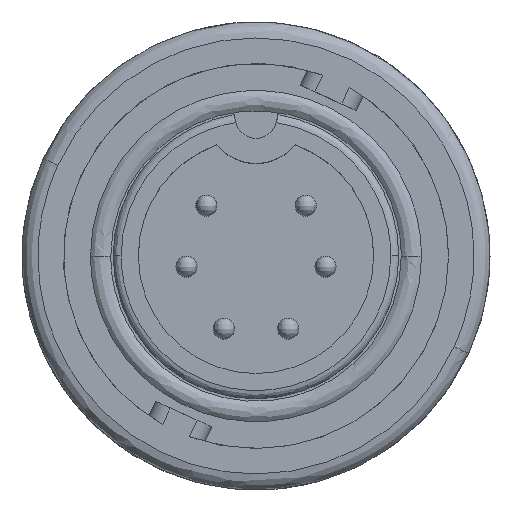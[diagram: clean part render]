
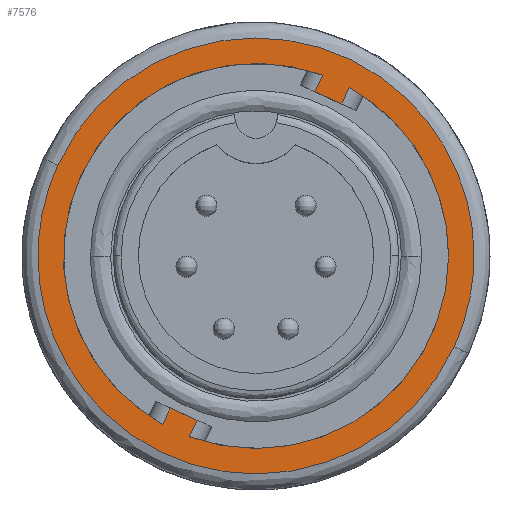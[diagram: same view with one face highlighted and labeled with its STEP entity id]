
A CAD part, top view. The second image highlights one B-rep face of the part: STEP entity #7576.
In plain terms, the highlighted planar face has unit normal (0, 0, 1).
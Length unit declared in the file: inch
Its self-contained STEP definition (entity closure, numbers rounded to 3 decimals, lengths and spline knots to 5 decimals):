
#129 = CARTESIAN_POINT ( 'NONE',  ( 0.11026, 0.30696, -0.12776 ) ) ;
#179 = CARTESIAN_POINT ( 'NONE',  ( -0.12439, -0.33783, -0.12776 ) ) ;
#233 = DIRECTION ( 'NONE',  ( -0.416, -0.909, 0. ) ) ;
#277 = CARTESIAN_POINT ( 'NONE',  ( 0., 0., -0.12776 ) ) ;
#554 = EDGE_CURVE ( 'NONE', #14109, #16593, #11118, .T. ) ;
#937 = CARTESIAN_POINT ( 'NONE',  ( 0., 0., -0.12776 ) ) ;
#1126 = ORIENTED_EDGE ( 'NONE', *, *, #4539, .F. ) ;
#1438 = CARTESIAN_POINT ( 'NONE',  ( -0.11026, -0.30696, -0.12776 ) ) ;
#1523 = DIRECTION ( 'NONE',  ( 0., 0., -1. ) ) ;
#1639 = EDGE_CURVE ( 'NONE', #16497, #16593, #19056, .T. ) ;
#1653 = CIRCLE ( 'NONE', #1852, 0.36 ) ;
#1733 = CARTESIAN_POINT ( 'NONE',  ( 0.70974, 0.57145, -0.12776 ) ) ;
#1852 = AXIS2_PLACEMENT_3D ( 'NONE', #7158, #18284, #8764 ) ;
#1889 = DIRECTION ( 'NONE',  ( 1., 0., 0. ) ) ;
#2100 = ORIENTED_EDGE ( 'NONE', *, *, #15604, .T. ) ;
#2196 = VECTOR ( 'NONE', #19176, 39.37008 ) ;
#2278 =( BOUNDED_CURVE ( )  B_SPLINE_CURVE ( 3, ( #8044, #4844, #1733, #12835 ),
 .UNSPECIFIED., .F., .F. ) 
 B_SPLINE_CURVE_WITH_KNOTS ( ( 4, 4 ),
 ( 0., 1. ),
 .UNSPECIFIED. ) 
 CURVE ( )  GEOMETRIC_REPRESENTATION_ITEM ( )  RATIONAL_B_SPLINE_CURVE ( ( 1., 0.333, 0.333, 1. ) ) 
 REPRESENTATION_ITEM ( '' )  );
#2536 = DIRECTION ( 'NONE',  ( 1., 0., 0. ) ) ;
#3885 = CARTESIAN_POINT ( 'NONE',  ( -0.1744, -0.31493, -0.12776 ) ) ;
#3958 = EDGE_CURVE ( 'NONE', #13626, #18163, #6670, .T. ) ;
#4123 = VECTOR ( 'NONE', #233, 39.37008 ) ;
#4153 = CARTESIAN_POINT ( 'NONE',  ( 0.37053, -0.16961, -0.12776 ) ) ;
#4167 = VERTEX_POINT ( 'NONE', #15282 ) ;
#4417 = EDGE_CURVE ( 'NONE', #17999, #16497, #12113, .T. ) ;
#4539 = EDGE_CURVE ( 'NONE', #14484, #6673, #14875, .T. ) ;
#4540 = EDGE_CURVE ( 'NONE', #10083, #4167, #2278, .T. ) ;
#4844 = CARTESIAN_POINT ( 'NONE',  ( -0.03131, 0.91066, -0.12776 ) ) ;
#6371 = EDGE_CURVE ( 'NONE', #14109, #11785, #11026, .T. ) ;
#6551 = DIRECTION ( 'NONE',  ( 0.416, 0.909, 0. ) ) ;
#6568 = CARTESIAN_POINT ( 'NONE',  ( 0.12439, 0.33783, -0.12776 ) ) ;
#6670 = CIRCLE ( 'NONE', #11023, 0.36 ) ;
#6673 = VERTEX_POINT ( 'NONE', #1438 ) ;
#6821 = ORIENTED_EDGE ( 'NONE', *, *, #6371, .T. ) ;
#7007 = EDGE_LOOP ( 'NONE', ( #6821, #18472, #12188, #10377, #1126, #2100, #13490, #12266, #16167 ) ) ;
#7096 = CARTESIAN_POINT ( 'NONE',  ( 0.36, 0., -0.12776 ) ) ;
#7158 = CARTESIAN_POINT ( 'NONE',  ( 0., 0., -0.12776 ) ) ;
#7346 = CARTESIAN_POINT ( 'NONE',  ( -0.37053, 0.16961, -0.12776 ) ) ;
#7576 = ADVANCED_FACE ( 'NONE', ( #15716, #14255 ), #15173, .T. ) ;
#7755 = ORIENTED_EDGE ( 'NONE', *, *, #4540, .F. ) ;
#8044 = CARTESIAN_POINT ( 'NONE',  ( -0.37053, 0.16961, -0.12776 ) ) ;
#8514 = DIRECTION ( 'NONE',  ( -0.416, -0.909, 0. ) ) ;
#8764 = DIRECTION ( 'NONE',  ( 1., 0., 0. ) ) ;
#8840 = LINE ( 'NONE', #16564, #17281 ) ;
#9448 = CARTESIAN_POINT ( 'NONE',  ( 0.16027, 0.28407, -0.12776 ) ) ;
#10083 = VERTEX_POINT ( 'NONE', #15030 ) ;
#10377 = ORIENTED_EDGE ( 'NONE', *, *, #20259, .T. ) ;
#10629 = EDGE_LOOP ( 'NONE', ( #7755, #13609 ) ) ;
#10634 = AXIS2_PLACEMENT_3D ( 'NONE', #937, #12030, #2536 ) ;
#11023 = AXIS2_PLACEMENT_3D ( 'NONE', #277, #11407, #1889 ) ;
#11026 = LINE ( 'NONE', #9448, #19487 ) ;
#11041 = CARTESIAN_POINT ( 'NONE',  ( 0., 0., -0.12776 ) ) ;
#11118 = LINE ( 'NONE', #19661, #15336 ) ;
#11407 = DIRECTION ( 'NONE',  ( 0., 0., -1. ) ) ;
#11785 = VERTEX_POINT ( 'NONE', #11992 ) ;
#11992 = CARTESIAN_POINT ( 'NONE',  ( 0.1744, 0.31493, -0.12776 ) ) ;
#12030 = DIRECTION ( 'NONE',  ( 0., 0., 1. ) ) ;
#12113 = CIRCLE ( 'NONE', #17291, 0.36 ) ;
#12188 = ORIENTED_EDGE ( 'NONE', *, *, #3958, .T. ) ;
#12266 = ORIENTED_EDGE ( 'NONE', *, *, #1639, .T. ) ;
#12627 = DIRECTION ( 'NONE',  ( 1., 0., 0. ) ) ;
#12835 = CARTESIAN_POINT ( 'NONE',  ( 0.37053, -0.16961, -0.12776 ) ) ;
#13490 = ORIENTED_EDGE ( 'NONE', *, *, #4417, .T. ) ;
#13609 = ORIENTED_EDGE ( 'NONE', *, *, #16700, .F. ) ;
#13626 = VERTEX_POINT ( 'NONE', #7096 ) ;
#13676 = CARTESIAN_POINT ( 'NONE',  ( 0.12439, 0.33783, -0.12776 ) ) ;
#13684 = CARTESIAN_POINT ( 'NONE',  ( 0.03131, -0.91066, -0.12776 ) ) ;
#14109 = VERTEX_POINT ( 'NONE', #19945 ) ;
#14249 = DIRECTION ( 'NONE',  ( 0.416, 0.909, 0. ) ) ;
#14255 = FACE_BOUND ( 'NONE', #7007, .T. ) ;
#14484 = VERTEX_POINT ( 'NONE', #15788 ) ;
#14875 = LINE ( 'NONE', #15891, #2196 ) ;
#14982 = EDGE_CURVE ( 'NONE', #11785, #13626, #1653, .T. ) ;
#15030 = CARTESIAN_POINT ( 'NONE',  ( -0.37053, 0.16961, -0.12776 ) ) ;
#15173 = PLANE ( 'NONE',  #10634 ) ;
#15282 = CARTESIAN_POINT ( 'NONE',  ( 0.37053, -0.16961, -0.12776 ) ) ;
#15336 = VECTOR ( 'NONE', #15894, 39.37008 ) ;
#15604 = EDGE_CURVE ( 'NONE', #14484, #17999, #8840, .T. ) ;
#15716 = FACE_OUTER_BOUND ( 'NONE', #10629, .T. ) ;
#15788 = CARTESIAN_POINT ( 'NONE',  ( -0.16027, -0.28407, -0.12776 ) ) ;
#15891 = CARTESIAN_POINT ( 'NONE',  ( -0.16027, -0.28407, -0.12776 ) ) ;
#15894 = DIRECTION ( 'NONE',  ( -0.909, 0.416, 0. ) ) ;
#16167 = ORIENTED_EDGE ( 'NONE', *, *, #554, .F. ) ;
#16497 = VERTEX_POINT ( 'NONE', #13676 ) ;
#16564 = CARTESIAN_POINT ( 'NONE',  ( -0.16027, -0.28407, -0.12776 ) ) ;
#16593 = VERTEX_POINT ( 'NONE', #129 ) ;
#16622 = CARTESIAN_POINT ( 'NONE',  ( -0.12439, -0.33783, -0.12776 ) ) ;
#16700 = EDGE_CURVE ( 'NONE', #4167, #10083, #19460, .T. ) ;
#16866 = CARTESIAN_POINT ( 'NONE',  ( -0.70974, -0.57145, -0.12776 ) ) ;
#17281 = VECTOR ( 'NONE', #8514, 39.37008 ) ;
#17291 = AXIS2_PLACEMENT_3D ( 'NONE', #11041, #1523, #12627 ) ;
#17999 = VERTEX_POINT ( 'NONE', #3885 ) ;
#18163 = VERTEX_POINT ( 'NONE', #179 ) ;
#18284 = DIRECTION ( 'NONE',  ( 0., 0., -1. ) ) ;
#18472 = ORIENTED_EDGE ( 'NONE', *, *, #14982, .T. ) ;
#19056 = LINE ( 'NONE', #6568, #4123 ) ;
#19176 = DIRECTION ( 'NONE',  ( 0.909, -0.416, 0. ) ) ;
#19451 = VECTOR ( 'NONE', #6551, 39.37008 ) ;
#19460 =( BOUNDED_CURVE ( )  B_SPLINE_CURVE ( 3, ( #4153, #13684, #16866, #7346 ),
 .UNSPECIFIED., .F., .F. ) 
 B_SPLINE_CURVE_WITH_KNOTS ( ( 4, 4 ),
 ( 0., 1. ),
 .UNSPECIFIED. ) 
 CURVE ( )  GEOMETRIC_REPRESENTATION_ITEM ( )  RATIONAL_B_SPLINE_CURVE ( ( 1., 0.333, 0.333, 1. ) ) 
 REPRESENTATION_ITEM ( '' )  );
#19487 = VECTOR ( 'NONE', #14249, 39.37008 ) ;
#19661 = CARTESIAN_POINT ( 'NONE',  ( 0.16027, 0.28407, -0.12776 ) ) ;
#19945 = CARTESIAN_POINT ( 'NONE',  ( 0.16027, 0.28407, -0.12776 ) ) ;
#19960 = LINE ( 'NONE', #16622, #19451 ) ;
#20259 = EDGE_CURVE ( 'NONE', #18163, #6673, #19960, .T. ) ;
